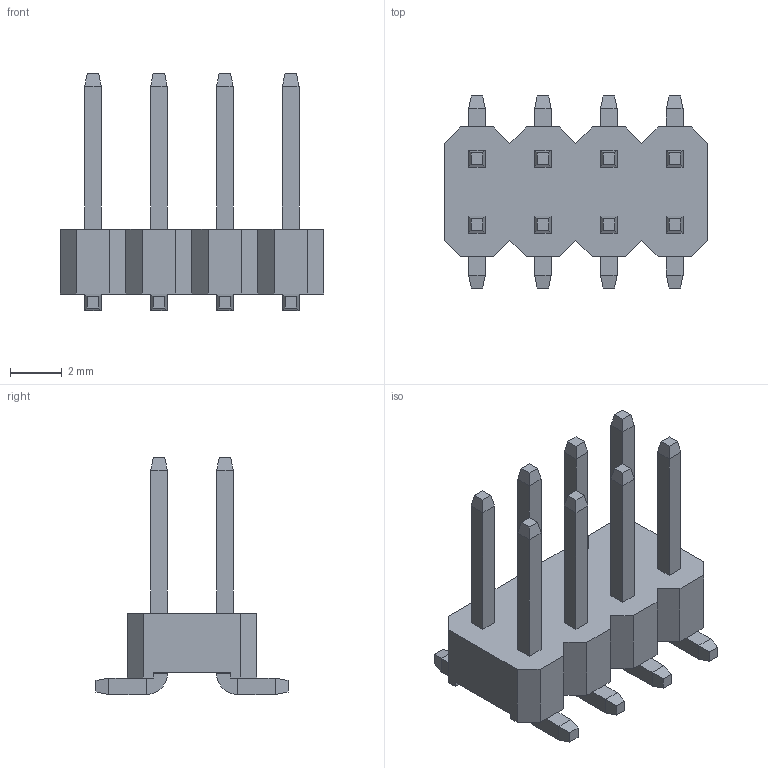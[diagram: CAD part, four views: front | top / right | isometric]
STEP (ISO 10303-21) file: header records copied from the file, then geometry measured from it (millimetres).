
FILE_DESCRIPTION (( 'STEP AP214' ), '1' );
FILE_NAME ('HDR-SMD_8P-P2.54-V-M-R2-C4-LS7.4.STEP', '2022-07-05T12:27:35', ( '' ), ( '' ), 'SwSTEP 2.0', 'SolidWorks 2018', '' );
FILE_SCHEMA (( 'AUTOMOTIVE_DESIGN' ));
Length unit declared in the file: millimetre
Products named in the file (1): HDR-SMD_8P-P2.54-V-M-R2-C4-LS7.4
Bounding box: 10.17 x 7.4 x 9.14 mm (x, y, z)
Volume: 140.7 mm3; surface area: 339.5 mm2
Topology: 1 solids, 1 shells, 464 faces, 1193 edges, 758 vertices
Faces by surface type: plane 358, bspline 98, cylinder 8
Entity records: 19411 total; most frequent: CARTESIAN_POINT 3726, ORIENTED_EDGE 2386, DIRECTION 1743, EDGE_CURVE 1193, LINE 977, VECTOR 977, VERTEX_POINT 758, EDGE_LOOP 491
